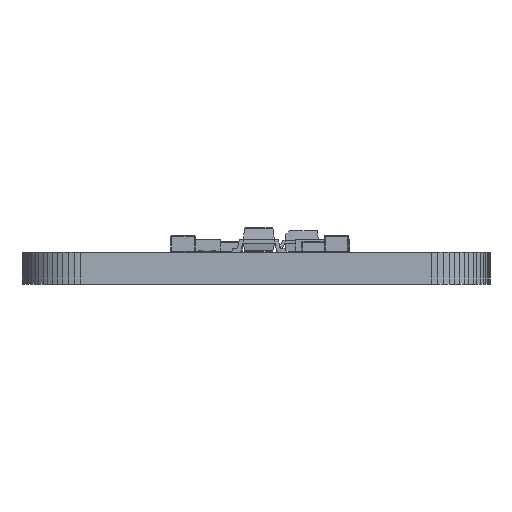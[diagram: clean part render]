
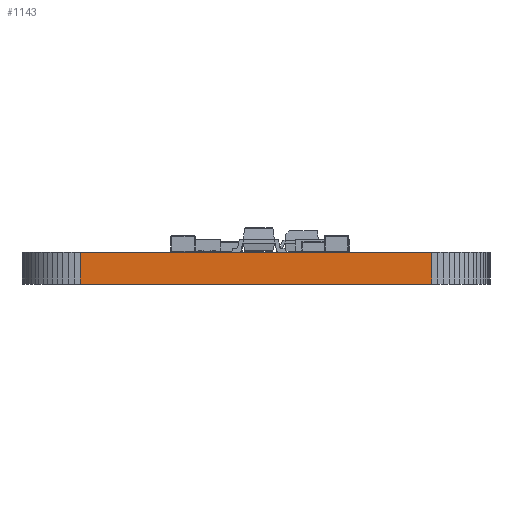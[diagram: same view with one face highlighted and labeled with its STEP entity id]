
A CAD part, left-side view. The second image highlights one B-rep face of the part: STEP entity #1143.
In plain terms, the highlighted planar face has unit normal (-1, 0, 0).
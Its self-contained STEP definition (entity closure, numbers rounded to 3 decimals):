
#1087 = VERTEX_POINT('',#1088);
#1088 = CARTESIAN_POINT('',(0.,-3.,0.82));
#1094 = EDGE_CURVE('',#1095,#1087,#1097,.T.);
#1095 = VERTEX_POINT('',#1096);
#1096 = CARTESIAN_POINT('',(0.,-3.,-0.82));
#1097 = LINE('',#1098,#1099);
#1098 = CARTESIAN_POINT('',(0.,-3.,-0.82));
#1099 = VECTOR('',#1100,1.);
#1100 = DIRECTION('',(0.,0.,1.));
#1143 = ADVANCED_FACE('',(#1144),#1169,.F.);
#1144 = FACE_BOUND('',#1145,.F.);
#1145 = EDGE_LOOP('',(#1146,#1147,#1155,#1163));
#1146 = ORIENTED_EDGE('',*,*,#1094,.T.);
#1147 = ORIENTED_EDGE('',*,*,#1148,.T.);
#1148 = EDGE_CURVE('',#1087,#1149,#1151,.T.);
#1149 = VERTEX_POINT('',#1150);
#1150 = CARTESIAN_POINT('',(0.,-21.,0.82));
#1151 = LINE('',#1152,#1153);
#1152 = CARTESIAN_POINT('',(0.,-3.,0.82));
#1153 = VECTOR('',#1154,1.);
#1154 = DIRECTION('',(0.,-1.,0.));
#1155 = ORIENTED_EDGE('',*,*,#1156,.F.);
#1156 = EDGE_CURVE('',#1157,#1149,#1159,.T.);
#1157 = VERTEX_POINT('',#1158);
#1158 = CARTESIAN_POINT('',(0.,-21.,-0.82));
#1159 = LINE('',#1160,#1161);
#1160 = CARTESIAN_POINT('',(0.,-21.,-0.82));
#1161 = VECTOR('',#1162,1.);
#1162 = DIRECTION('',(0.,0.,1.));
#1163 = ORIENTED_EDGE('',*,*,#1164,.F.);
#1164 = EDGE_CURVE('',#1095,#1157,#1165,.T.);
#1165 = LINE('',#1166,#1167);
#1166 = CARTESIAN_POINT('',(0.,-3.,-0.82));
#1167 = VECTOR('',#1168,1.);
#1168 = DIRECTION('',(0.,-1.,0.));
#1169 = PLANE('',#1170);
#1170 = AXIS2_PLACEMENT_3D('',#1171,#1172,#1173);
#1171 = CARTESIAN_POINT('',(0.,-3.,-0.82));
#1172 = DIRECTION('',(1.,0.,0.));
#1173 = DIRECTION('',(0.,-1.,0.));
